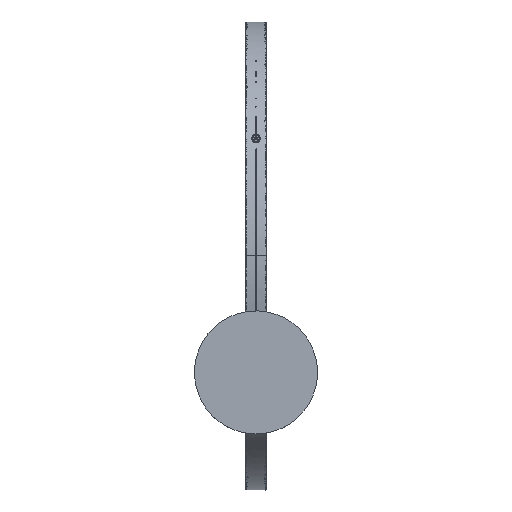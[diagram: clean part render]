
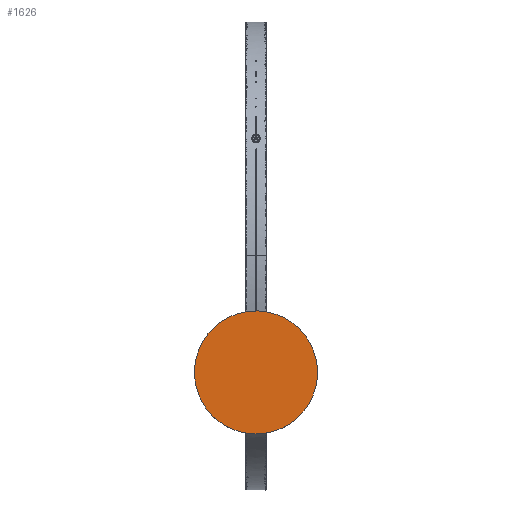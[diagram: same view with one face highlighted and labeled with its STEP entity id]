
A CAD part, top view. The second image highlights one B-rep face of the part: STEP entity #1626.
In plain terms, the highlighted planar face has unit normal (0, 0, 1).
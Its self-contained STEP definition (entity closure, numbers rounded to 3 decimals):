
#1626=ADVANCED_FACE('',(#2307),#11958,.T.);
#2307=FACE_OUTER_BOUND('',#2990,.T.);
#2990=EDGE_LOOP('',(#3706,#3707));
#3706=ORIENTED_EDGE('',*,*,#7418,.T.);
#3707=ORIENTED_EDGE('',*,*,#7431,.T.);
#7418=EDGE_CURVE('',#10432,#10440,#9553,.T.);
#7431=EDGE_CURVE('',#10440,#10432,#9566,.T.);
#9553=(
BOUNDED_CURVE()
B_SPLINE_CURVE(2,(#13766,#13767,#13768,#13769,#13770),.UNSPECIFIED.,.F.,
 .F.)
B_SPLINE_CURVE_WITH_KNOTS((3,2,3),(0.,185.825,371.65),
 .UNSPECIFIED.)
CURVE()
GEOMETRIC_REPRESENTATION_ITEM()
RATIONAL_B_SPLINE_CURVE((1.,0.707,1.,0.707,1.))
REPRESENTATION_ITEM('')
);
#9566=(
BOUNDED_CURVE()
B_SPLINE_CURVE(2,(#13834,#13835,#13836,#13837,#13838),.UNSPECIFIED.,.F.,
 .F.)
B_SPLINE_CURVE_WITH_KNOTS((3,2,3),(371.65,557.476,743.301),
 .UNSPECIFIED.)
CURVE()
GEOMETRIC_REPRESENTATION_ITEM()
RATIONAL_B_SPLINE_CURVE((1.,0.707,1.,0.707,1.))
REPRESENTATION_ITEM('')
);
#10432=VERTEX_POINT('',#13744);
#10440=VERTEX_POINT('',#13752);
#11958=PLANE('',#12723);
#12723=AXIS2_PLACEMENT_3D('',#13606,#13153,$);
#13153=DIRECTION('',(0.,0.,1.));
#13606=CARTESIAN_POINT('',(142.894,-1377.693,630.336));
#13744=CARTESIAN_POINT('',(3.92,-1106.765,630.336));
#13752=CARTESIAN_POINT('',(-3.92,-1343.235,630.336));
#13766=CARTESIAN_POINT('',(3.92,-1106.765,630.336));
#13767=CARTESIAN_POINT('',(-114.315,-1102.845,630.336));
#13768=CARTESIAN_POINT('',(-118.235,-1221.08,630.336));
#13769=CARTESIAN_POINT('',(-122.155,-1339.315,630.336));
#13770=CARTESIAN_POINT('',(-3.92,-1343.235,630.336));
#13834=CARTESIAN_POINT('',(-3.92,-1343.235,630.336));
#13835=CARTESIAN_POINT('',(114.315,-1347.155,630.336));
#13836=CARTESIAN_POINT('',(118.235,-1228.92,630.336));
#13837=CARTESIAN_POINT('',(122.155,-1110.685,630.336));
#13838=CARTESIAN_POINT('',(3.92,-1106.765,630.336));
